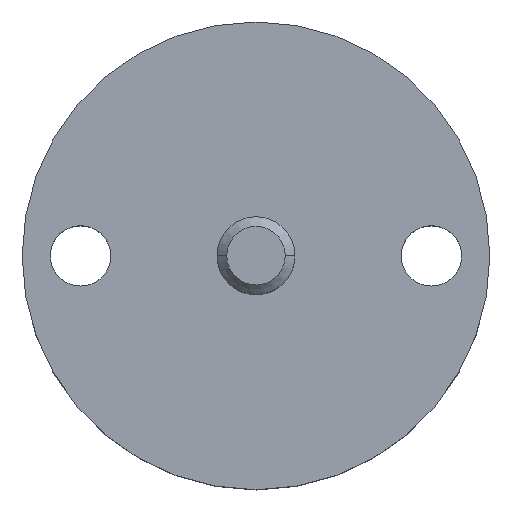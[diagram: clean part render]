
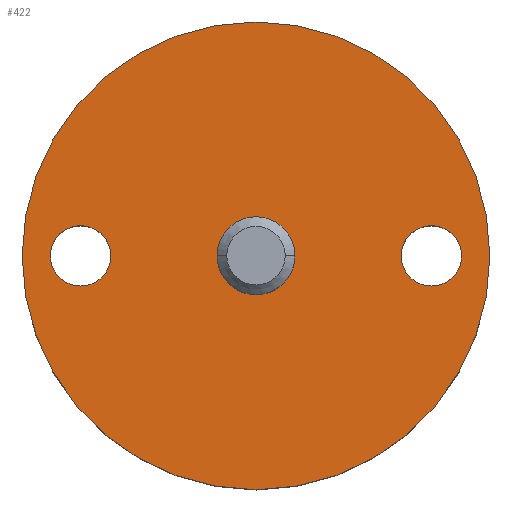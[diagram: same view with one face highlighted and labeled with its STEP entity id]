
A CAD part, top view. The second image highlights one B-rep face of the part: STEP entity #422.
In plain terms, the highlighted planar face has unit normal (0, 0, 1).
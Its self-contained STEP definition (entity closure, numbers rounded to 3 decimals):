
#3 = EDGE_LOOP ( 'NONE', ( #449, #313 ) ) ;
#4 = ORIENTED_EDGE ( 'NONE', *, *, #452, .T. ) ;
#13 = DIRECTION ( 'NONE',  ( 0., -1., 0. ) ) ;
#21 = CARTESIAN_POINT ( 'NONE',  ( -9., 0., 2. ) ) ;
#24 = ORIENTED_EDGE ( 'NONE', *, *, #238, .T. ) ;
#27 = CARTESIAN_POINT ( 'NONE',  ( -7.45, 0., 2. ) ) ;
#31 = ORIENTED_EDGE ( 'NONE', *, *, #410, .T. ) ;
#42 = ORIENTED_EDGE ( 'NONE', *, *, #122, .F. ) ;
#45 = CARTESIAN_POINT ( 'NONE',  ( 9., 0., 2. ) ) ;
#48 = DIRECTION ( 'NONE',  ( 0., 0., 1. ) ) ;
#52 = CARTESIAN_POINT ( 'NONE',  ( -10.55, 0., 2. ) ) ;
#59 = EDGE_LOOP ( 'NONE', ( #24, #31 ) ) ;
#71 = CARTESIAN_POINT ( 'NONE',  ( 10.55, 0., 2. ) ) ;
#81 = DIRECTION ( 'NONE',  ( 0., -1., 0. ) ) ;
#89 = CARTESIAN_POINT ( 'NONE',  ( -2., 0., 2. ) ) ;
#98 = VERTEX_POINT ( 'NONE', #324 ) ;
#100 = DIRECTION ( 'NONE',  ( 0., -1., 0. ) ) ;
#103 = CIRCLE ( 'NONE', #450, 1.55 ) ;
#111 = DIRECTION ( 'NONE',  ( 0., -1., 0. ) ) ;
#114 = DIRECTION ( 'NONE',  ( 0., 0., 1. ) ) ;
#118 = EDGE_CURVE ( 'NONE', #386, #135, #411, .T. ) ;
#122 = EDGE_CURVE ( 'NONE', #228, #412, #264, .T. ) ;
#135 = VERTEX_POINT ( 'NONE', #183 ) ;
#136 = FACE_BOUND ( 'NONE', #299, .T. ) ;
#143 = EDGE_CURVE ( 'NONE', #157, #98, #359, .T. ) ;
#157 = VERTEX_POINT ( 'NONE', #71 ) ;
#158 = ORIENTED_EDGE ( 'NONE', *, *, #118, .T. ) ;
#160 = AXIS2_PLACEMENT_3D ( 'NONE', #21, #48, #312 ) ;
#183 = CARTESIAN_POINT ( 'NONE',  ( 0., -12., 2. ) ) ;
#203 = DIRECTION ( 'NONE',  ( 0., 0., 1. ) ) ;
#207 = DIRECTION ( 'NONE',  ( 0., -1., 0. ) ) ;
#213 = FACE_OUTER_BOUND ( 'NONE', #425, .T. ) ;
#217 = AXIS2_PLACEMENT_3D ( 'NONE', #232, #431, #207 ) ;
#228 = VERTEX_POINT ( 'NONE', #27 ) ;
#232 = CARTESIAN_POINT ( 'NONE',  ( 0., 0., 2. ) ) ;
#233 = AXIS2_PLACEMENT_3D ( 'NONE', #330, #331, #372 ) ;
#238 = EDGE_CURVE ( 'NONE', #306, #342, #439, .T. ) ;
#239 = CARTESIAN_POINT ( 'NONE',  ( -9., 0., 2. ) ) ;
#244 = FACE_BOUND ( 'NONE', #3, .T. ) ;
#264 = CIRCLE ( 'NONE', #160, 1.55 ) ;
#275 = DIRECTION ( 'NONE',  ( 0., 0., -1. ) ) ;
#276 = CIRCLE ( 'NONE', #485, 1.55 ) ;
#290 = CARTESIAN_POINT ( 'NONE',  ( 9., 0., 2. ) ) ;
#299 = EDGE_LOOP ( 'NONE', ( #384, #42 ) ) ;
#303 = CARTESIAN_POINT ( 'NONE',  ( 0., 12., 2. ) ) ;
#306 = VERTEX_POINT ( 'NONE', #380 ) ;
#312 = DIRECTION ( 'NONE',  ( 0., -1., 0. ) ) ;
#313 = ORIENTED_EDGE ( 'NONE', *, *, #143, .F. ) ;
#315 = DIRECTION ( 'NONE',  ( 0., 0., 1. ) ) ;
#323 = PLANE ( 'NONE',  #392 ) ;
#324 = CARTESIAN_POINT ( 'NONE',  ( 7.45, 0., 2. ) ) ;
#330 = CARTESIAN_POINT ( 'NONE',  ( 0., 0., 2. ) ) ;
#331 = DIRECTION ( 'NONE',  ( 0., 0., 1. ) ) ;
#336 = CARTESIAN_POINT ( 'NONE',  ( 0., 0., 2. ) ) ;
#342 = VERTEX_POINT ( 'NONE', #89 ) ;
#344 = FACE_BOUND ( 'NONE', #59, .T. ) ;
#359 = CIRCLE ( 'NONE', #370, 1.55 ) ;
#361 = CARTESIAN_POINT ( 'NONE',  ( 0., 0., 2. ) ) ;
#370 = AXIS2_PLACEMENT_3D ( 'NONE', #290, #114, #111 ) ;
#372 = DIRECTION ( 'NONE',  ( 0., -1., 0. ) ) ;
#380 = CARTESIAN_POINT ( 'NONE',  ( 2., 0., 2. ) ) ;
#384 = ORIENTED_EDGE ( 'NONE', *, *, #400, .F. ) ;
#385 = EDGE_CURVE ( 'NONE', #98, #157, #103, .T. ) ;
#386 = VERTEX_POINT ( 'NONE', #303 ) ;
#391 = DIRECTION ( 'NONE',  ( 0., -1., 0. ) ) ;
#392 = AXIS2_PLACEMENT_3D ( 'NONE', #361, #441, #482 ) ;
#400 = EDGE_CURVE ( 'NONE', #412, #228, #276, .T. ) ;
#402 = CIRCLE ( 'NONE', #233, 12. ) ;
#410 = EDGE_CURVE ( 'NONE', #342, #306, #414, .T. ) ;
#411 = CIRCLE ( 'NONE', #217, 12. ) ;
#412 = VERTEX_POINT ( 'NONE', #52 ) ;
#414 = CIRCLE ( 'NONE', #433, 2. ) ;
#416 = DIRECTION ( 'NONE',  ( 0., 0., -1. ) ) ;
#422 = ADVANCED_FACE ( 'NONE', ( #344, #244, #136, #213 ), #323, .T. ) ;
#425 = EDGE_LOOP ( 'NONE', ( #4, #158 ) ) ;
#431 = DIRECTION ( 'NONE',  ( 0., 0., 1. ) ) ;
#432 = CARTESIAN_POINT ( 'NONE',  ( 0., 0., 2. ) ) ;
#433 = AXIS2_PLACEMENT_3D ( 'NONE', #432, #275, #391 ) ;
#439 = CIRCLE ( 'NONE', #495, 2. ) ;
#441 = DIRECTION ( 'NONE',  ( 0., 0., 1. ) ) ;
#449 = ORIENTED_EDGE ( 'NONE', *, *, #385, .F. ) ;
#450 = AXIS2_PLACEMENT_3D ( 'NONE', #45, #203, #13 ) ;
#452 = EDGE_CURVE ( 'NONE', #135, #386, #402, .T. ) ;
#482 = DIRECTION ( 'NONE',  ( 0., -1., 0. ) ) ;
#485 = AXIS2_PLACEMENT_3D ( 'NONE', #239, #315, #100 ) ;
#495 = AXIS2_PLACEMENT_3D ( 'NONE', #336, #416, #81 ) ;
